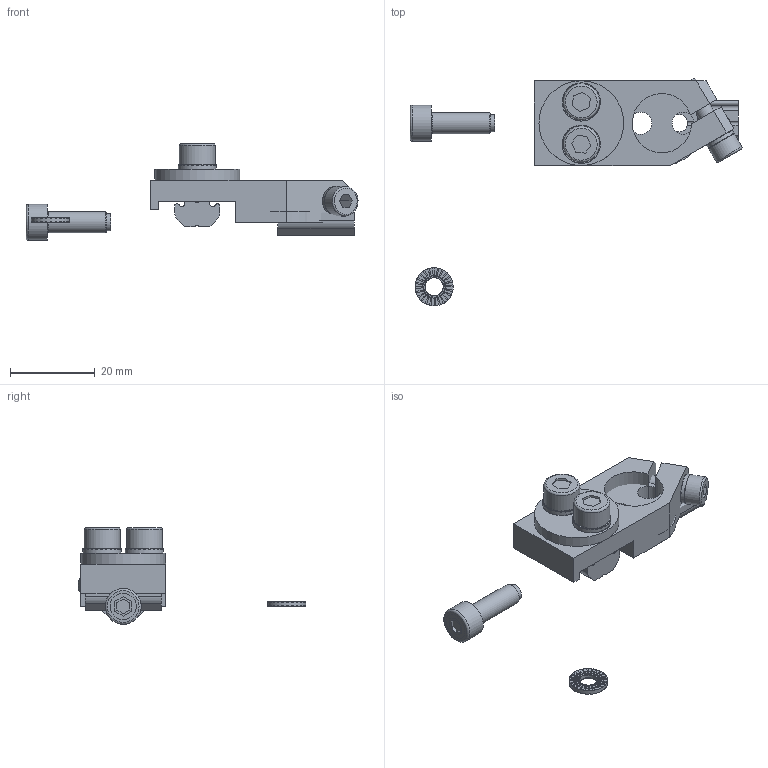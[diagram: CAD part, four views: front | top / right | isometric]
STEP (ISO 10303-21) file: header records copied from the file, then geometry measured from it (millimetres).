
FILE_DESCRIPTION( ( 'Unknown' ), '1' );
FILE_NAME( 'CA.WST.14.L.stp', 'Unknown', ( 'Unknown' ), ( 'Unknown' ), 'PSStep 13.0', 'Unknown', ' ' );
FILE_SCHEMA( ( 'AUTOMOTIVE_DESIGN { 1 0 10303 214 1 1 1 1 }' ) );
Length unit declared in the file: millimetre
Products named in the file (8): Assem1; WST.14.L; WST.14.1; R.5.SCH; CA.GWP.5.10; V-tcei M  5 x 14; R.4.SCH; V-tcei M  4 x 16
Bounding box: 78.42 x 53.79 x 22.85 mm (x, y, z)
Volume: 13507.1 mm3; surface area: 12478.6 mm2
Topology: 11 solids, 16 shells, 1157 faces, 3375 edges, 2239 vertices
Faces by surface type: plane 1078, cylinder 64, torus 10, cone 5
Full cylindrical faces by diameter (mm): 3.242 x2, 4 x2, 4.134 x4, 4.3 x2, 4.5 x2, 5 x3, 5.2 x4, 5.3 x3, 7 x4, 8.5 x3, 9 x3, 16.9 x2, 17.1 x2, 20 x2
Entity records: 19112 total; most frequent: CARTESIAN_POINT 2812, DIRECTION 2746, ORIENTED_EDGE 2696, EDGE_CURVE 1348, AXIS2_PLACEMENT_3D 922, VERTEX_POINT 908, LINE 902, VECTOR 902
